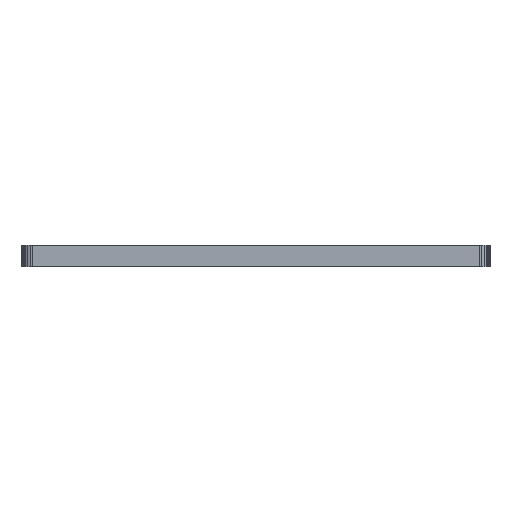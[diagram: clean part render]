
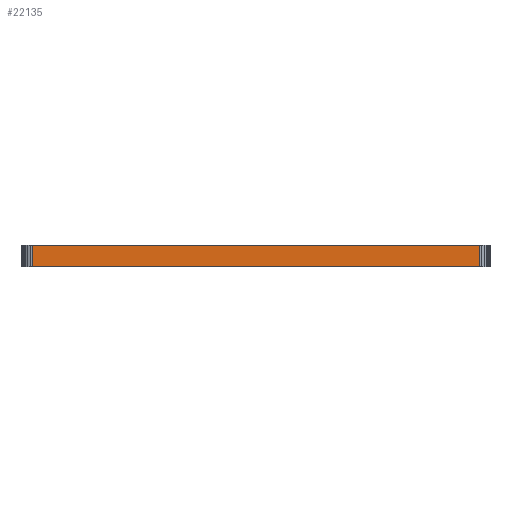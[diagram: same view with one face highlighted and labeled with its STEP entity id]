
A CAD part, front view. The second image highlights one B-rep face of the part: STEP entity #22135.
In plain terms, the highlighted planar face has unit normal (0, -1, 0).
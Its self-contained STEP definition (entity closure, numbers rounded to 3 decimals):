
#90 = PLANE('',#91);
#91 = AXIS2_PLACEMENT_3D('',#92,#93,#94);
#92 = CARTESIAN_POINT('',(99.187,-105.106,1.58));
#93 = DIRECTION('',(-0.,-0.,-1.));
#94 = DIRECTION('',(-1.,0.,0.));
#144 = PLANE('',#145);
#145 = AXIS2_PLACEMENT_3D('',#146,#147,#148);
#146 = CARTESIAN_POINT('',(99.187,-105.106,0.));
#147 = DIRECTION('',(-0.,-0.,-1.));
#148 = DIRECTION('',(-1.,0.,0.));
#617 = VERTEX_POINT('',#618);
#618 = CARTESIAN_POINT('',(115.435,-128.6,0.));
#632 = PLANE('',#633);
#633 = AXIS2_PLACEMENT_3D('',#634,#635,#636);
#634 = CARTESIAN_POINT('',(115.605,-128.581,0.));
#635 = DIRECTION('',(0.112,-0.994,0.));
#636 = DIRECTION('',(-0.994,-0.112,0.));
#644 = EDGE_CURVE('',#617,#645,#647,.T.);
#645 = VERTEX_POINT('',#646);
#646 = CARTESIAN_POINT('',(82.941,-128.602,0.));
#647 = SURFACE_CURVE('',#648,(#652,#659),.PCURVE_S1.);
#648 = LINE('',#649,#650);
#649 = CARTESIAN_POINT('',(115.435,-128.6,0.));
#650 = VECTOR('',#651,1.);
#651 = DIRECTION('',(-1.,0.,0.));
#652 = PCURVE('',#144,#653);
#653 = DEFINITIONAL_REPRESENTATION('',(#654),#658);
#654 = LINE('',#655,#656);
#655 = CARTESIAN_POINT('',(-16.248,-23.495));
#656 = VECTOR('',#657,1.);
#657 = DIRECTION('',(1.,0.));
#658 = ( GEOMETRIC_REPRESENTATION_CONTEXT(2) 
PARAMETRIC_REPRESENTATION_CONTEXT() REPRESENTATION_CONTEXT('2D SPACE',''
  ) );
#659 = PCURVE('',#660,#665);
#660 = PLANE('',#661);
#661 = AXIS2_PLACEMENT_3D('',#662,#663,#664);
#662 = CARTESIAN_POINT('',(115.435,-128.6,0.));
#663 = DIRECTION('',(0.,-1.,0.));
#664 = DIRECTION('',(-1.,0.,0.));
#665 = DEFINITIONAL_REPRESENTATION('',(#666),#670);
#666 = LINE('',#667,#668);
#667 = CARTESIAN_POINT('',(0.,0.));
#668 = VECTOR('',#669,1.);
#669 = DIRECTION('',(1.,0.));
#670 = ( GEOMETRIC_REPRESENTATION_CONTEXT(2) 
PARAMETRIC_REPRESENTATION_CONTEXT() REPRESENTATION_CONTEXT('2D SPACE',''
  ) );
#688 = PLANE('',#689);
#689 = AXIS2_PLACEMENT_3D('',#690,#691,#692);
#690 = CARTESIAN_POINT('',(82.941,-128.602,0.));
#691 = DIRECTION('',(-0.112,-0.994,0.));
#692 = DIRECTION('',(-0.994,0.112,0.));
#12121 = VERTEX_POINT('',#12122);
#12122 = CARTESIAN_POINT('',(115.435,-128.6,1.58));
#12143 = EDGE_CURVE('',#12121,#12144,#12146,.T.);
#12144 = VERTEX_POINT('',#12145);
#12145 = CARTESIAN_POINT('',(82.941,-128.602,1.58));
#12146 = SURFACE_CURVE('',#12147,(#12151,#12158),.PCURVE_S1.);
#12147 = LINE('',#12148,#12149);
#12148 = CARTESIAN_POINT('',(115.435,-128.6,1.58));
#12149 = VECTOR('',#12150,1.);
#12150 = DIRECTION('',(-1.,0.,0.));
#12151 = PCURVE('',#90,#12152);
#12152 = DEFINITIONAL_REPRESENTATION('',(#12153),#12157);
#12153 = LINE('',#12154,#12155);
#12154 = CARTESIAN_POINT('',(-16.248,-23.495));
#12155 = VECTOR('',#12156,1.);
#12156 = DIRECTION('',(1.,0.));
#12157 = ( GEOMETRIC_REPRESENTATION_CONTEXT(2) 
PARAMETRIC_REPRESENTATION_CONTEXT() REPRESENTATION_CONTEXT('2D SPACE',''
  ) );
#12158 = PCURVE('',#660,#12159);
#12159 = DEFINITIONAL_REPRESENTATION('',(#12160),#12164);
#12160 = LINE('',#12161,#12162);
#12161 = CARTESIAN_POINT('',(0.,-1.58));
#12162 = VECTOR('',#12163,1.);
#12163 = DIRECTION('',(1.,0.));
#12164 = ( GEOMETRIC_REPRESENTATION_CONTEXT(2) 
PARAMETRIC_REPRESENTATION_CONTEXT() REPRESENTATION_CONTEXT('2D SPACE',''
  ) );
#22087 = EDGE_CURVE('',#617,#12121,#22088,.T.);
#22088 = SURFACE_CURVE('',#22089,(#22093,#22100),.PCURVE_S1.);
#22089 = LINE('',#22090,#22091);
#22090 = CARTESIAN_POINT('',(115.435,-128.6,0.));
#22091 = VECTOR('',#22092,1.);
#22092 = DIRECTION('',(0.,0.,1.));
#22093 = PCURVE('',#632,#22094);
#22094 = DEFINITIONAL_REPRESENTATION('',(#22095),#22099);
#22095 = LINE('',#22096,#22097);
#22096 = CARTESIAN_POINT('',(0.171,0.));
#22097 = VECTOR('',#22098,1.);
#22098 = DIRECTION('',(0.,-1.));
#22099 = ( GEOMETRIC_REPRESENTATION_CONTEXT(2) 
PARAMETRIC_REPRESENTATION_CONTEXT() REPRESENTATION_CONTEXT('2D SPACE',''
  ) );
#22100 = PCURVE('',#660,#22101);
#22101 = DEFINITIONAL_REPRESENTATION('',(#22102),#22106);
#22102 = LINE('',#22103,#22104);
#22103 = CARTESIAN_POINT('',(0.,0.));
#22104 = VECTOR('',#22105,1.);
#22105 = DIRECTION('',(0.,-1.));
#22106 = ( GEOMETRIC_REPRESENTATION_CONTEXT(2) 
PARAMETRIC_REPRESENTATION_CONTEXT() REPRESENTATION_CONTEXT('2D SPACE',''
  ) );
#22135 = ADVANCED_FACE('',(#22136),#660,.T.);
#22136 = FACE_BOUND('',#22137,.T.);
#22137 = EDGE_LOOP('',(#22138,#22139,#22140,#22161));
#22138 = ORIENTED_EDGE('',*,*,#22087,.T.);
#22139 = ORIENTED_EDGE('',*,*,#12143,.T.);
#22140 = ORIENTED_EDGE('',*,*,#22141,.F.);
#22141 = EDGE_CURVE('',#645,#12144,#22142,.T.);
#22142 = SURFACE_CURVE('',#22143,(#22147,#22154),.PCURVE_S1.);
#22143 = LINE('',#22144,#22145);
#22144 = CARTESIAN_POINT('',(82.941,-128.602,0.));
#22145 = VECTOR('',#22146,1.);
#22146 = DIRECTION('',(0.,0.,1.));
#22147 = PCURVE('',#660,#22148);
#22148 = DEFINITIONAL_REPRESENTATION('',(#22149),#22153);
#22149 = LINE('',#22150,#22151);
#22150 = CARTESIAN_POINT('',(32.494,0.));
#22151 = VECTOR('',#22152,1.);
#22152 = DIRECTION('',(0.,-1.));
#22153 = ( GEOMETRIC_REPRESENTATION_CONTEXT(2) 
PARAMETRIC_REPRESENTATION_CONTEXT() REPRESENTATION_CONTEXT('2D SPACE',''
  ) );
#22154 = PCURVE('',#688,#22155);
#22155 = DEFINITIONAL_REPRESENTATION('',(#22156),#22160);
#22156 = LINE('',#22157,#22158);
#22157 = CARTESIAN_POINT('',(0.,0.));
#22158 = VECTOR('',#22159,1.);
#22159 = DIRECTION('',(0.,-1.));
#22160 = ( GEOMETRIC_REPRESENTATION_CONTEXT(2) 
PARAMETRIC_REPRESENTATION_CONTEXT() REPRESENTATION_CONTEXT('2D SPACE',''
  ) );
#22161 = ORIENTED_EDGE('',*,*,#644,.F.);
